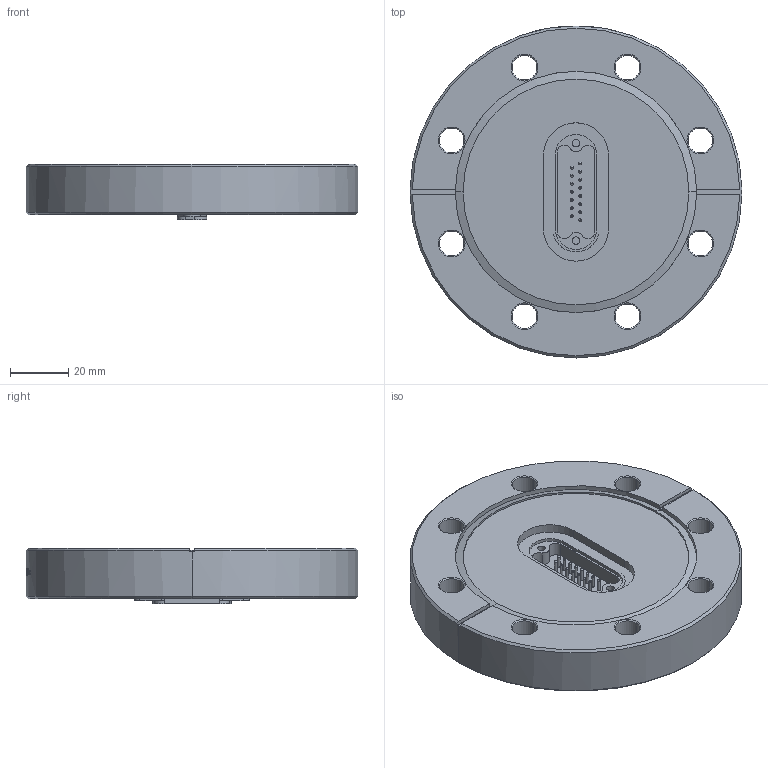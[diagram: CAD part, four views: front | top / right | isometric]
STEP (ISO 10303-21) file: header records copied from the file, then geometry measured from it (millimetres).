
FILE_DESCRIPTION(/* description */ ('Alibre Inc.'),/* implementation_level */ '2;1');
FILE_NAME(/* name */ 'export0',/* time_stamp */ '2009-06-10T13:35:58-07:00',/* author */ (''),/* organization */ (''),/* preprocessor_version */ 'ST-DEVELOPER v10',/* originating_system */ 'Alibre',/* authorisation */ '');
FILE_SCHEMA (('CONFIG_CONTROL_DESIGN'));
Length unit declared in the file: centimetre
Products named in the file (1): ID_1
Bounding box: 113.54 x 113.54 x 19.02 mm (x, y, z)
Volume: 154015.5 mm3; surface area: 32061 mm2
Topology: 1 solids, 1 shells, 512 faces, 1292 edges, 847 vertices
Faces by surface type: plane 189, bspline 140, cylinder 114, cone 38, torus 30, sphere 1
Full cylindrical faces by diameter (mm): 0.94 x29, 2.565 x4
Entity records: 39104 total; most frequent: CARTESIAN_POINT 28523, ORIENTED_EDGE 2396, DIRECTION 1539, EDGE_CURVE 1198, VERTEX_POINT 817, AXIS2_PLACEMENT_3D 707, EDGE_LOOP 661, FACE_BOUND 661
